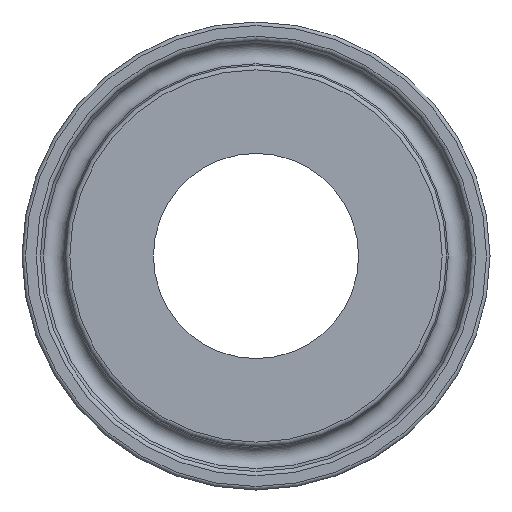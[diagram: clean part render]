
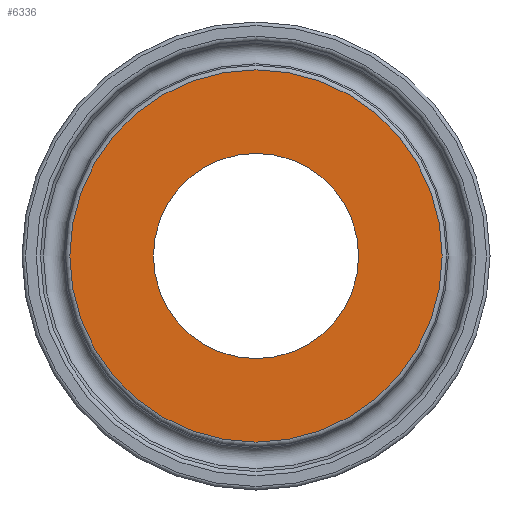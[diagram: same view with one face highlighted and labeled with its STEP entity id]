
A CAD part, left-side view. The second image highlights one B-rep face of the part: STEP entity #6336.
In plain terms, the highlighted planar face has unit normal (-1, 0, 0).
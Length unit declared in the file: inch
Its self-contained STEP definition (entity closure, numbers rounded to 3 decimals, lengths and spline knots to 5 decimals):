
#114=FACE_BOUND('',#1173,.T.);
#115=FACE_BOUND('',#1174,.T.);
#426=PLANE('',#6770);
#1173=EDGE_LOOP('',(#5914));
#1174=EDGE_LOOP('',(#5915));
#1626=CIRCLE('',#6762,0.435);
#1628=CIRCLE('',#6767,0.78916);
#3131=VERTEX_POINT('',#13581);
#3133=VERTEX_POINT('',#13588);
#4060=EDGE_CURVE('',#3131,#3131,#1626,.T.);
#4062=EDGE_CURVE('',#3133,#3133,#1628,.T.);
#5914=ORIENTED_EDGE('',*,*,#4060,.T.);
#5915=ORIENTED_EDGE('',*,*,#4062,.F.);
#6336=ADVANCED_FACE('',(#114,#115),#426,.T.);
#6762=AXIS2_PLACEMENT_3D('',#13582,#8055,#8056);
#6767=AXIS2_PLACEMENT_3D('',#13589,#8065,#8066);
#6770=AXIS2_PLACEMENT_3D('',#13593,#8071,#8072);
#8055=DIRECTION('center_axis',(1.,0.,0.));
#8056=DIRECTION('ref_axis',(0.,0.,-1.));
#8065=DIRECTION('center_axis',(1.,0.,0.));
#8066=DIRECTION('ref_axis',(0.,-1.,0.));
#8071=DIRECTION('center_axis',(-1.,0.,0.));
#8072=DIRECTION('ref_axis',(0.,0.,1.));
#13581=CARTESIAN_POINT('',(0.,0.435,0.));
#13582=CARTESIAN_POINT('Origin',(0.,0.,0.));
#13588=CARTESIAN_POINT('',(0.,0.78916,0.));
#13589=CARTESIAN_POINT('Origin',(0.,0.,0.));
#13593=CARTESIAN_POINT('Origin',(0.,0.80316,0.));
